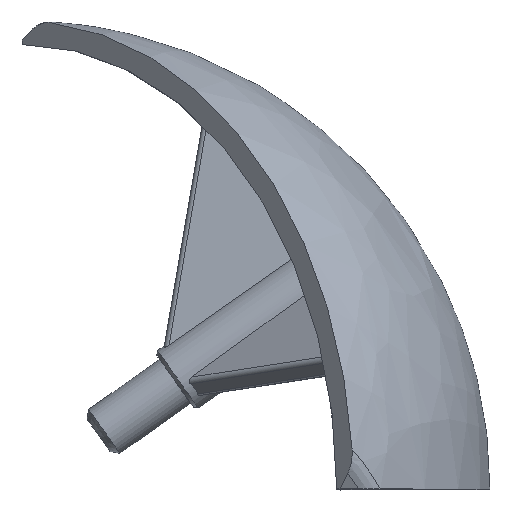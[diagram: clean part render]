
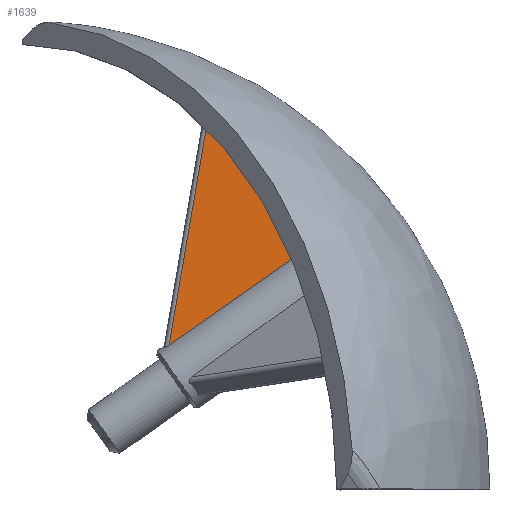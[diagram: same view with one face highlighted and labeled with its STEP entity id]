
A CAD part, top view. The second image highlights one B-rep face of the part: STEP entity #1639.
In plain terms, the highlighted planar face has unit normal (-0.017, 0.003, 1).
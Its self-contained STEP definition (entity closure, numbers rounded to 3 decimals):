
#1 = EDGE_CURVE ( 'NONE', #2306, #944, #2357, .T. ) ;
#101 = DIRECTION ( 'NONE',  ( 1., 0., 0.017 ) ) ;
#288 = CARTESIAN_POINT ( 'NONE',  ( 6.28, 6.171, 0.503 ) ) ;
#293 = AXIS2_PLACEMENT_3D ( 'NONE', #1646, #2216, #101 ) ;
#400 = CARTESIAN_POINT ( 'NONE',  ( 12.669, 13.938, 0.59 ) ) ;
#499 = EDGE_CURVE ( 'NONE', #944, #1527, #2422, .T. ) ;
#512 = ORIENTED_EDGE ( 'NONE', *, *, #1365, .T. ) ;
#649 = CARTESIAN_POINT ( 'NONE',  ( 14.51, 11.929, 0.628 ) ) ;
#815 = DIRECTION ( 'NONE',  ( -0.169, -0.986, 0. ) ) ;
#829 = ORIENTED_EDGE ( 'NONE', *, *, #499, .T. ) ;
#944 = VERTEX_POINT ( 'NONE', #1387 ) ;
#947 = CARTESIAN_POINT ( 'NONE',  ( 13.642, 12.986, 0.61 ) ) ;
#1168 = CARTESIAN_POINT ( 'NONE',  ( 11.819, 10.048, 0.587 ) ) ;
#1176 = CARTESIAN_POINT ( 'NONE',  ( 8.128, 16.939, 0.503 ) ) ;
#1188 = CARTESIAN_POINT ( 'NONE',  ( 9.361, 16.346, 0.526 ) ) ;
#1352 = CARTESIAN_POINT ( 'NONE',  ( 10.516, 15.627, 0.548 ) ) ;
#1365 = EDGE_CURVE ( 'NONE', #1527, #2306, #2445, .T. ) ;
#1387 = CARTESIAN_POINT ( 'NONE',  ( 8.128, 16.939, 0.503 ) ) ;
#1417 = CARTESIAN_POINT ( 'NONE',  ( 8.128, 16.939, 0.503 ) ) ;
#1527 = VERTEX_POINT ( 'NONE', #2351 ) ;
#1556 = VECTOR ( 'NONE', #815, 1000. ) ;
#1558 = FACE_OUTER_BOUND ( 'NONE', #2171, .T. ) ;
#1639 = ADVANCED_FACE ( 'NONE', ( #1558 ), #1837, .T. ) ;
#1646 = CARTESIAN_POINT ( 'NONE',  ( 5.986, 5.62, 0.5 ) ) ;
#1748 = CARTESIAN_POINT ( 'NONE',  ( 9.073, 8.128, 0.546 ) ) ;
#1837 = PLANE ( 'NONE',  #293 ) ;
#1909 = ORIENTED_EDGE ( 'NONE', *, *, #1, .T. ) ;
#2160 = CARTESIAN_POINT ( 'NONE',  ( 14.51, 11.929, 0.628 ) ) ;
#2171 = EDGE_LOOP ( 'NONE', ( #1909, #829, #512 ) ) ;
#2216 = DIRECTION ( 'NONE',  ( -0.017, 0.003, 1. ) ) ;
#2306 = VERTEX_POINT ( 'NONE', #2329 ) ;
#2329 = CARTESIAN_POINT ( 'NONE',  ( 14.51, 11.929, 0.628 ) ) ;
#2351 = CARTESIAN_POINT ( 'NONE',  ( 6.28, 6.171, 0.503 ) ) ;
#2357 = B_SPLINE_CURVE_WITH_KNOTS ( 'NONE', 3,
 ( #2160, #947, #400, #1352, #1188, #1176 ),
 .UNSPECIFIED., .F., .F.,
 ( 4, 2, 4 ),
 ( 0., 0.5, 1. ),
 .UNSPECIFIED. ) ;
#2422 = LINE ( 'NONE', #1417, #1556 ) ;
#2445 =( BOUNDED_CURVE ( )  B_SPLINE_CURVE ( 3, ( #288, #1748, #1168, #649 ),
 .UNSPECIFIED., .F., .F. ) 
 B_SPLINE_CURVE_WITH_KNOTS ( ( 4, 4 ),
 ( 1.925, 2.015 ),
 .UNSPECIFIED. ) 
 CURVE ( )  GEOMETRIC_REPRESENTATION_ITEM ( )  RATIONAL_B_SPLINE_CURVE ( ( 1., 0.999, 0.999, 1. ) ) 
 REPRESENTATION_ITEM ( '' )  );
